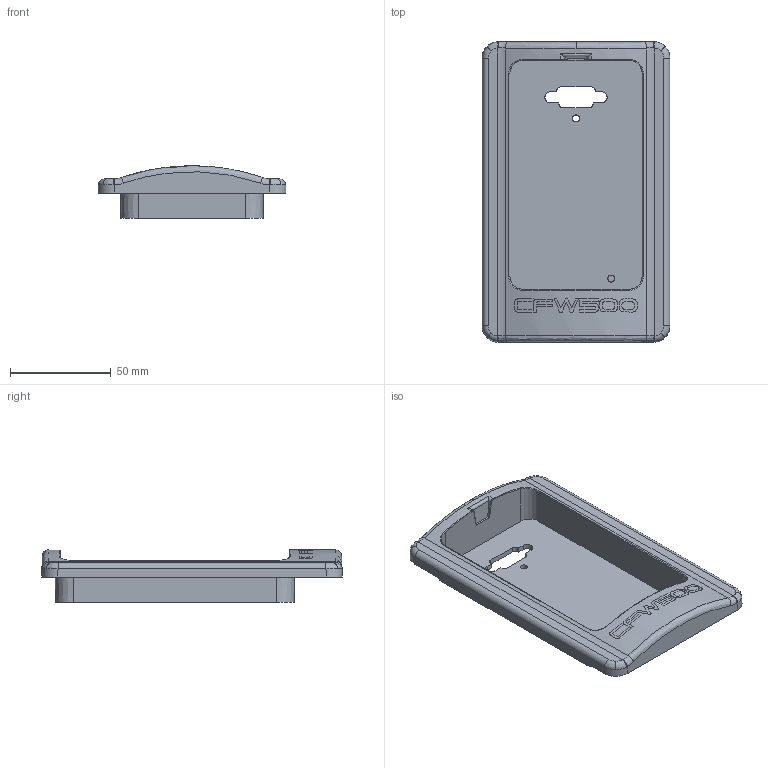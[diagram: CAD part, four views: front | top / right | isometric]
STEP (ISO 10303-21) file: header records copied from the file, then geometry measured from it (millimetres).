
FILE_DESCRIPTION (( 'STEP AP214' ), '1' );
FILE_NAME ('15578297_ CONJ MOLDURA HMI CFW500_RHMIF nc.STEP', '2021-07-13T22:38:36', ( '' ), ( '' ), 'SwSTEP 2.0', 'SolidWorks 2017', '' );
FILE_SCHEMA (( 'AUTOMOTIVE_DESIGN' ));
Length unit declared in the file: inch
Products named in the file (1): 15578297_ CONJ MOLDURA HMI CFW500_RHMIF nc
Bounding box: 93.34 x 149.34 x 26 mm (x, y, z)
Volume: 84500 mm3; surface area: 42067.7 mm2
Topology: 1 solids, 1 shells, 105 faces, 479 edges, 387 vertices
Faces by surface type: plane 32, bspline 30, cylinder 23, cone 20
Entity records: 6343 total; most frequent: CARTESIAN_POINT 2768, ORIENTED_EDGE 958, DIRECTION 505, EDGE_CURVE 479, VERTEX_POINT 387, B_SPLINE_CURVE_WITH_KNOTS 196, AXIS2_PLACEMENT_3D 174, LINE 157
